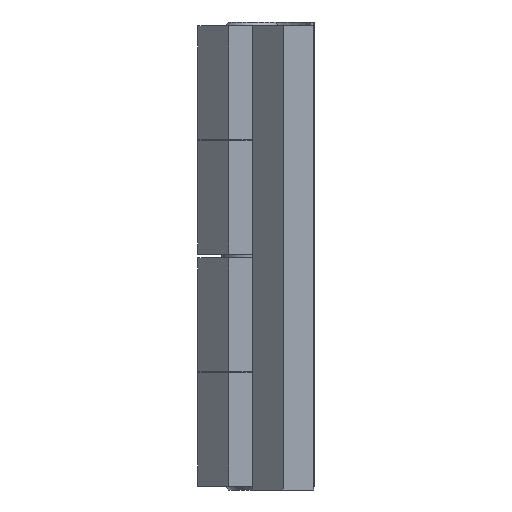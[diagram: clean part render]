
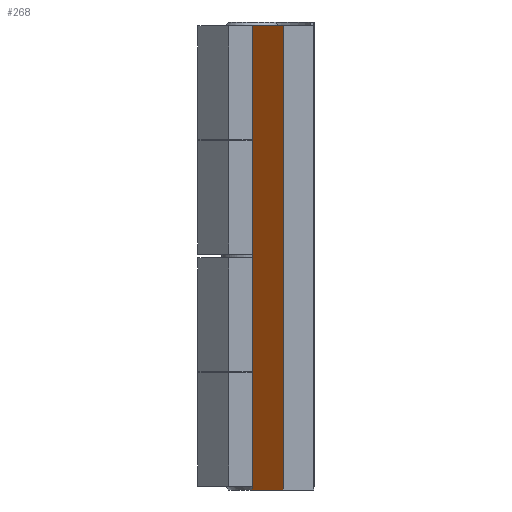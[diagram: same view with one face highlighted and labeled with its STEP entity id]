
A CAD part, left-side view. The second image highlights one B-rep face of the part: STEP entity #268.
In plain terms, the highlighted planar face has unit normal (-0.707, 0.707, 0).
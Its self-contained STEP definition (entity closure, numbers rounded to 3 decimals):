
#268 = ADVANCED_FACE( '', ( #667 ), #668, .F. );
#667 = FACE_OUTER_BOUND( '', #1445, .T. );
#668 = PLANE( '', #1446 );
#1445 = EDGE_LOOP( '', ( #2482, #2483, #2484, #2485 ) );
#1446 = AXIS2_PLACEMENT_3D( '', #2486, #2487, #2488 );
#2482 = ORIENTED_EDGE( '', *, *, #5018, .T. );
#2483 = ORIENTED_EDGE( '', *, *, #4873, .F. );
#2484 = ORIENTED_EDGE( '', *, *, #5019, .F. );
#2485 = ORIENTED_EDGE( '', *, *, #5020, .T. );
#2486 = CARTESIAN_POINT( '', ( -60., -4., -60. ) );
#2487 = DIRECTION( '', ( 0.707, -0.707, 0. ) );
#2488 = DIRECTION( '', ( -0.707, -0.707, 0. ) );
#4873 = EDGE_CURVE( '', #5742, #5744, #5745, .T. );
#5018 = EDGE_CURVE( '', #5965, #5744, #5966, .T. );
#5019 = EDGE_CURVE( '', #5967, #5742, #5968, .T. );
#5020 = EDGE_CURVE( '', #5967, #5965, #5969, .T. );
#5742 = VERTEX_POINT( '', #7140 );
#5744 = VERTEX_POINT( '', #7143 );
#5745 = LINE( '', #7144, #7145 );
#5965 = VERTEX_POINT( '', #7565 );
#5966 = LINE( '', #7566, #7567 );
#5967 = VERTEX_POINT( '', #7568 );
#5968 = LINE( '', #7569, #7570 );
#5969 = LINE( '', #7571, #7572 );
#7140 = CARTESIAN_POINT( '', ( -56., 0., -60. ) );
#7143 = CARTESIAN_POINT( '', ( -56., 0., 0. ) );
#7144 = CARTESIAN_POINT( '', ( -56., 0., -60. ) );
#7145 = VECTOR( '', #9367, 1000. );
#7565 = CARTESIAN_POINT( '', ( -60., -4., 0. ) );
#7566 = CARTESIAN_POINT( '', ( -60., -4., 0. ) );
#7567 = VECTOR( '', #9553, 1000. );
#7568 = CARTESIAN_POINT( '', ( -60., -4., -60. ) );
#7569 = CARTESIAN_POINT( '', ( -60., -4., -60. ) );
#7570 = VECTOR( '', #9554, 1000. );
#7571 = CARTESIAN_POINT( '', ( -60., -4., -60. ) );
#7572 = VECTOR( '', #9555, 1000. );
#9367 = DIRECTION( '', ( 0., 0., 1. ) );
#9553 = DIRECTION( '', ( 0.707, 0.707, 0. ) );
#9554 = DIRECTION( '', ( 0.707, 0.707, 0. ) );
#9555 = DIRECTION( '', ( 0., 0., 1. ) );
